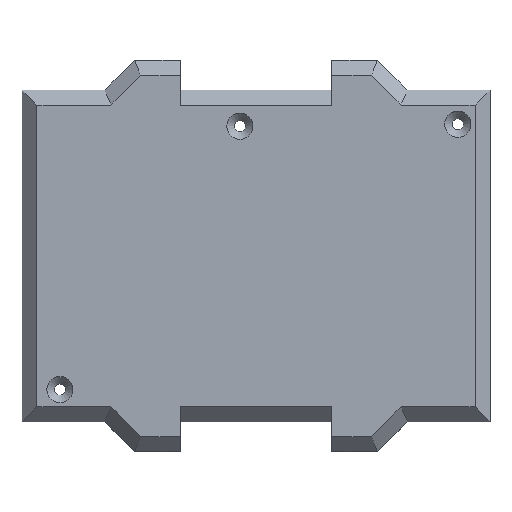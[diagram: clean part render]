
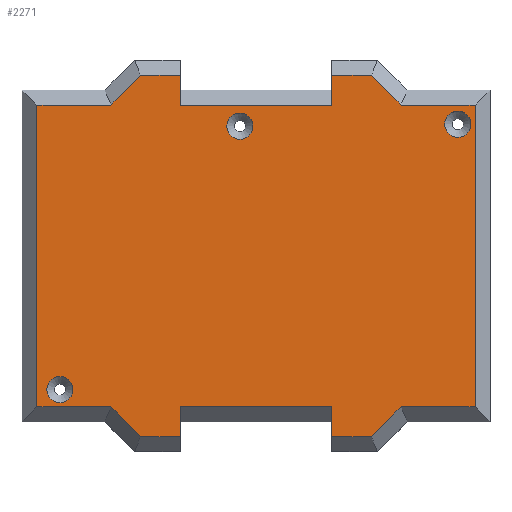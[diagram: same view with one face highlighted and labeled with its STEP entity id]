
A CAD part, top view. The second image highlights one B-rep face of the part: STEP entity #2271.
In plain terms, the highlighted planar face has unit normal (0, 0, 1).
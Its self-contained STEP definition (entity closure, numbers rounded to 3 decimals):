
#20=FACE_BOUND('',#303,.T.);
#21=FACE_BOUND('',#304,.T.);
#22=FACE_BOUND('',#305,.T.);
#64=PLANE('',#2440);
#166=FACE_OUTER_BOUND('',#302,.T.);
#302=EDGE_LOOP('',(#1645,#1646,#1647,#1648,#1649,#1650,#1651,#1652,#1653,
#1654,#1655,#1656,#1657,#1658,#1659,#1660,#1661,#1662,#1663,#1664));
#303=EDGE_LOOP('',(#1665));
#304=EDGE_LOOP('',(#1666));
#305=EDGE_LOOP('',(#1667));
#444=LINE('',#3360,#700);
#450=LINE('',#3374,#706);
#453=LINE('',#3380,#709);
#456=LINE('',#3386,#712);
#459=LINE('',#3392,#715);
#462=LINE('',#3398,#718);
#465=LINE('',#3404,#721);
#467=LINE('',#3408,#723);
#470=LINE('',#3413,#726);
#473=LINE('',#3419,#729);
#474=LINE('',#3421,#730);
#475=LINE('',#3423,#731);
#476=LINE('',#3425,#732);
#477=LINE('',#3427,#733);
#478=LINE('',#3429,#734);
#479=LINE('',#3431,#735);
#480=LINE('',#3433,#736);
#481=LINE('',#3435,#737);
#482=LINE('',#3437,#738);
#483=LINE('',#3438,#739);
#700=VECTOR('',#2694,10.);
#706=VECTOR('',#2704,10.);
#709=VECTOR('',#2709,10.);
#712=VECTOR('',#2714,10.);
#715=VECTOR('',#2719,10.);
#718=VECTOR('',#2724,10.);
#721=VECTOR('',#2729,10.);
#723=VECTOR('',#2733,10.);
#726=VECTOR('',#2738,10.);
#729=VECTOR('',#2743,10.);
#730=VECTOR('',#2744,10.);
#731=VECTOR('',#2745,10.);
#732=VECTOR('',#2746,10.);
#733=VECTOR('',#2747,10.);
#734=VECTOR('',#2748,10.);
#735=VECTOR('',#2749,10.);
#736=VECTOR('',#2750,10.);
#737=VECTOR('',#2751,10.);
#738=VECTOR('',#2752,10.);
#739=VECTOR('',#2753,10.);
#954=CIRCLE('',#2419,1.75);
#957=CIRCLE('',#2424,1.75);
#960=CIRCLE('',#2429,1.75);
#1028=VERTEX_POINT('',#3329);
#1031=VERTEX_POINT('',#3339);
#1034=VERTEX_POINT('',#3349);
#1035=VERTEX_POINT('',#3353);
#1038=VERTEX_POINT('',#3358);
#1043=VERTEX_POINT('',#3371);
#1044=VERTEX_POINT('',#3373);
#1046=VERTEX_POINT('',#3379);
#1048=VERTEX_POINT('',#3385);
#1050=VERTEX_POINT('',#3391);
#1052=VERTEX_POINT('',#3397);
#1054=VERTEX_POINT('',#3403);
#1055=VERTEX_POINT('',#3407);
#1058=VERTEX_POINT('',#3418);
#1059=VERTEX_POINT('',#3420);
#1060=VERTEX_POINT('',#3422);
#1061=VERTEX_POINT('',#3424);
#1062=VERTEX_POINT('',#3426);
#1063=VERTEX_POINT('',#3428);
#1064=VERTEX_POINT('',#3430);
#1065=VERTEX_POINT('',#3432);
#1066=VERTEX_POINT('',#3434);
#1067=VERTEX_POINT('',#3436);
#1242=EDGE_CURVE('',#1028,#1028,#954,.T.);
#1247=EDGE_CURVE('',#1031,#1031,#957,.T.);
#1252=EDGE_CURVE('',#1034,#1034,#960,.T.);
#1257=EDGE_CURVE('',#1038,#1035,#444,.T.);
#1263=EDGE_CURVE('',#1043,#1044,#450,.T.);
#1266=EDGE_CURVE('',#1044,#1046,#453,.T.);
#1269=EDGE_CURVE('',#1046,#1048,#456,.T.);
#1272=EDGE_CURVE('',#1048,#1050,#459,.T.);
#1275=EDGE_CURVE('',#1050,#1052,#462,.T.);
#1278=EDGE_CURVE('',#1052,#1054,#465,.T.);
#1280=EDGE_CURVE('',#1054,#1055,#467,.T.);
#1283=EDGE_CURVE('',#1038,#1055,#470,.T.);
#1286=EDGE_CURVE('',#1043,#1058,#473,.T.);
#1287=EDGE_CURVE('',#1059,#1058,#474,.T.);
#1288=EDGE_CURVE('',#1059,#1060,#475,.T.);
#1289=EDGE_CURVE('',#1061,#1060,#476,.T.);
#1290=EDGE_CURVE('',#1062,#1061,#477,.T.);
#1291=EDGE_CURVE('',#1063,#1062,#478,.T.);
#1292=EDGE_CURVE('',#1064,#1063,#479,.T.);
#1293=EDGE_CURVE('',#1065,#1064,#480,.T.);
#1294=EDGE_CURVE('',#1066,#1065,#481,.T.);
#1295=EDGE_CURVE('',#1067,#1066,#482,.T.);
#1296=EDGE_CURVE('',#1067,#1035,#483,.T.);
#1645=ORIENTED_EDGE('',*,*,#1283,.T.);
#1646=ORIENTED_EDGE('',*,*,#1280,.F.);
#1647=ORIENTED_EDGE('',*,*,#1278,.F.);
#1648=ORIENTED_EDGE('',*,*,#1275,.F.);
#1649=ORIENTED_EDGE('',*,*,#1272,.F.);
#1650=ORIENTED_EDGE('',*,*,#1269,.F.);
#1651=ORIENTED_EDGE('',*,*,#1266,.F.);
#1652=ORIENTED_EDGE('',*,*,#1263,.F.);
#1653=ORIENTED_EDGE('',*,*,#1286,.T.);
#1654=ORIENTED_EDGE('',*,*,#1287,.F.);
#1655=ORIENTED_EDGE('',*,*,#1288,.T.);
#1656=ORIENTED_EDGE('',*,*,#1289,.F.);
#1657=ORIENTED_EDGE('',*,*,#1290,.F.);
#1658=ORIENTED_EDGE('',*,*,#1291,.F.);
#1659=ORIENTED_EDGE('',*,*,#1292,.F.);
#1660=ORIENTED_EDGE('',*,*,#1293,.F.);
#1661=ORIENTED_EDGE('',*,*,#1294,.F.);
#1662=ORIENTED_EDGE('',*,*,#1295,.F.);
#1663=ORIENTED_EDGE('',*,*,#1296,.T.);
#1664=ORIENTED_EDGE('',*,*,#1257,.F.);
#1665=ORIENTED_EDGE('',*,*,#1252,.T.);
#1666=ORIENTED_EDGE('',*,*,#1242,.T.);
#1667=ORIENTED_EDGE('',*,*,#1247,.T.);
#2271=ADVANCED_FACE('',(#166,#20,#21,#22),#64,.T.);
#2419=AXIS2_PLACEMENT_3D('',#3330,#2662,#2663);
#2424=AXIS2_PLACEMENT_3D('',#3340,#2674,#2675);
#2429=AXIS2_PLACEMENT_3D('',#3350,#2686,#2687);
#2440=AXIS2_PLACEMENT_3D('',#3417,#2741,#2742);
#2662=DIRECTION('center_axis',(0.,0.,-1.));
#2663=DIRECTION('ref_axis',(1.,0.,0.));
#2674=DIRECTION('center_axis',(0.,0.,-1.));
#2675=DIRECTION('ref_axis',(1.,0.,0.));
#2686=DIRECTION('center_axis',(0.,0.,-1.));
#2687=DIRECTION('ref_axis',(1.,0.,0.));
#2694=DIRECTION('',(-1.,0.,0.));
#2704=DIRECTION('',(1.,0.,0.));
#2709=DIRECTION('',(0.707,-0.707,0.));
#2714=DIRECTION('',(1.,0.,0.));
#2719=DIRECTION('',(0.,-1.,0.));
#2724=DIRECTION('',(-1.,0.,0.));
#2729=DIRECTION('',(-0.707,-0.707,0.));
#2733=DIRECTION('',(-1.,0.,0.));
#2738=DIRECTION('',(0.,-1.,0.));
#2741=DIRECTION('center_axis',(0.,0.,1.));
#2742=DIRECTION('ref_axis',(1.,0.,0.));
#2743=DIRECTION('',(0.,-1.,0.));
#2744=DIRECTION('',(1.,0.,0.));
#2745=DIRECTION('',(0.,1.,0.));
#2746=DIRECTION('',(1.,0.,0.));
#2747=DIRECTION('',(0.707,0.707,0.));
#2748=DIRECTION('',(1.,0.,0.));
#2749=DIRECTION('',(0.,1.,0.));
#2750=DIRECTION('',(-1.,0.,0.));
#2751=DIRECTION('',(-0.707,0.707,0.));
#2752=DIRECTION('',(-1.,0.,0.));
#2753=DIRECTION('',(0.,1.,0.));
#3329=CARTESIAN_POINT('',(122.71,-47.752,7.45));
#3330=CARTESIAN_POINT('Origin',(124.46,-47.752,7.45));
#3339=CARTESIAN_POINT('',(69.37,-83.312,7.45));
#3340=CARTESIAN_POINT('Origin',(71.12,-83.312,7.45));
#3349=CARTESIAN_POINT('',(93.5,-48.006,7.45));
#3350=CARTESIAN_POINT('Origin',(95.25,-48.006,7.45));
#3353=CARTESIAN_POINT('',(87.259,-85.63,7.45));
#3358=CARTESIAN_POINT('',(107.559,-85.63,7.45));
#3360=CARTESIAN_POINT('',(92.334,-85.63,7.45));
#3371=CARTESIAN_POINT('',(107.559,-41.18,7.45));
#3373=CARTESIAN_POINT('',(112.859,-41.18,7.45));
#3374=CARTESIAN_POINT('',(105.548,-41.18,7.45));
#3379=CARTESIAN_POINT('',(116.859,-45.18,7.45));
#3380=CARTESIAN_POINT('',(116.76,-45.081,7.45));
#3385=CARTESIAN_POINT('',(126.778,-45.18,7.45));
#3386=CARTESIAN_POINT('',(113.094,-45.18,7.45));
#3391=CARTESIAN_POINT('',(126.778,-85.63,7.45));
#3392=CARTESIAN_POINT('',(126.778,-76.518,7.45));
#3397=CARTESIAN_POINT('',(116.859,-85.63,7.45));
#3398=CARTESIAN_POINT('',(107.548,-85.63,7.45));
#3403=CARTESIAN_POINT('',(112.859,-89.63,7.45));
#3404=CARTESIAN_POINT('',(114.76,-87.729,7.45));
#3407=CARTESIAN_POINT('',(107.559,-89.63,7.45));
#3408=CARTESIAN_POINT('',(102.484,-89.63,7.45));
#3413=CARTESIAN_POINT('',(107.559,-76.518,7.45));
#3417=CARTESIAN_POINT('Origin',(97.409,-65.405,7.45));
#3418=CARTESIAN_POINT('',(107.559,-45.18,7.45));
#3419=CARTESIAN_POINT('',(107.559,-52.293,7.45));
#3420=CARTESIAN_POINT('',(87.259,-45.18,7.45));
#3421=CARTESIAN_POINT('',(102.484,-45.18,7.45));
#3422=CARTESIAN_POINT('',(87.259,-41.18,7.45));
#3423=CARTESIAN_POINT('',(87.259,-54.293,7.45));
#3424=CARTESIAN_POINT('',(81.959,-41.18,7.45));
#3425=CARTESIAN_POINT('',(92.334,-41.18,7.45));
#3426=CARTESIAN_POINT('',(77.959,-45.18,7.45));
#3427=CARTESIAN_POINT('',(80.058,-43.081,7.45));
#3428=CARTESIAN_POINT('',(68.04,-45.18,7.45));
#3429=CARTESIAN_POINT('',(87.27,-45.18,7.45));
#3430=CARTESIAN_POINT('',(68.04,-85.63,7.45));
#3431=CARTESIAN_POINT('',(68.04,-54.293,7.45));
#3432=CARTESIAN_POINT('',(77.959,-85.63,7.45));
#3433=CARTESIAN_POINT('',(81.725,-85.63,7.45));
#3434=CARTESIAN_POINT('',(81.959,-89.63,7.45));
#3435=CARTESIAN_POINT('',(78.058,-85.729,7.45));
#3436=CARTESIAN_POINT('',(87.259,-89.63,7.45));
#3437=CARTESIAN_POINT('',(89.27,-89.63,7.45));
#3438=CARTESIAN_POINT('',(87.259,-78.518,7.45));
